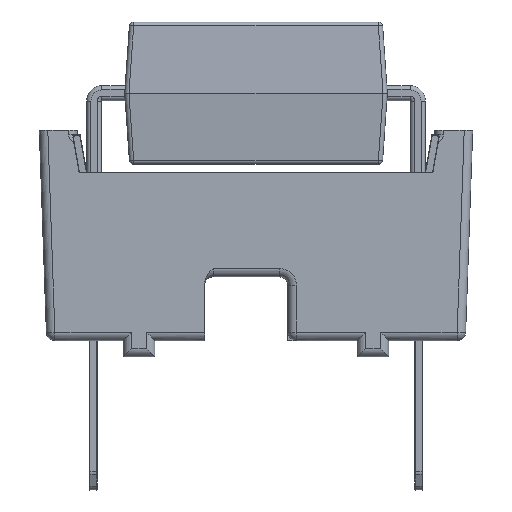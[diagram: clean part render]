
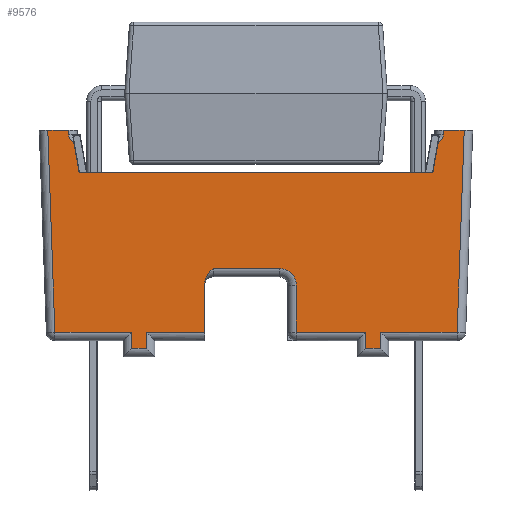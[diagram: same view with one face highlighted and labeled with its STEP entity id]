
A CAD part, front view. The second image highlights one B-rep face of the part: STEP entity #9576.
In plain terms, the highlighted face is planar.
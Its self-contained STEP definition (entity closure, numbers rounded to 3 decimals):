
#516=PLANE('',#10415);
#980=LINE('',#17401,#1796);
#983=LINE('',#17414,#1799);
#988=LINE('',#17448,#1804);
#992=LINE('',#17467,#1808);
#993=LINE('',#17491,#1809);
#994=LINE('',#17493,#1810);
#995=LINE('',#17494,#1811);
#996=LINE('',#17496,#1812);
#997=LINE('',#17498,#1813);
#998=LINE('',#17500,#1814);
#999=LINE('',#17502,#1815);
#1000=LINE('',#17504,#1816);
#1001=LINE('',#17506,#1817);
#1002=LINE('',#17507,#1818);
#1003=LINE('',#17509,#1819);
#1004=LINE('',#17513,#1820);
#1005=LINE('',#17515,#1821);
#1006=LINE('',#17517,#1822);
#1007=LINE('',#17519,#1823);
#1008=LINE('',#17521,#1824);
#1009=LINE('',#17523,#1825);
#1010=LINE('',#17524,#1826);
#1796=VECTOR('',#12091,10.);
#1799=VECTOR('',#12102,10.);
#1804=VECTOR('',#12117,10.);
#1808=VECTOR('',#12133,10.);
#1809=VECTOR('',#12140,10.);
#1810=VECTOR('',#12141,10.);
#1811=VECTOR('',#12142,10.);
#1812=VECTOR('',#12143,10.);
#1813=VECTOR('',#12144,10.);
#1814=VECTOR('',#12145,10.);
#1815=VECTOR('',#12146,10.);
#1816=VECTOR('',#12147,10.);
#1817=VECTOR('',#12148,10.);
#1818=VECTOR('',#12149,10.);
#1819=VECTOR('',#12150,10.);
#1820=VECTOR('',#12153,10.);
#1821=VECTOR('',#12154,10.);
#1822=VECTOR('',#12155,10.);
#1823=VECTOR('',#12156,10.);
#1824=VECTOR('',#12157,10.);
#1825=VECTOR('',#12158,10.);
#1826=VECTOR('',#12159,10.);
#2570=FACE_OUTER_BOUND('',#3163,.T.);
#3163=EDGE_LOOP('',(#7745,#7746,#7747,#7748,#7749,#7750,#7751,#7752,#7753,
#7754,#7755,#7756,#7757,#7758,#7759,#7760,#7761,#7762,#7763,#7764,#7765,
#7766,#7767,#7768,#7769,#7770));
#3662=CIRCLE('',#10404,0.2);
#3667=CIRCLE('',#10414,0.2);
#3668=CIRCLE('',#10416,0.4);
#3980=B_SPLINE_CURVE_WITH_KNOTS('',3,(#17375,#17376,#17377,#17378,#17379,
#17380),.UNSPECIFIED.,.F.,.F.,(4,2,4),(0.,0.024,0.039),
 .UNSPECIFIED.);
#4430=VERTEX_POINT('',#17372);
#4431=VERTEX_POINT('',#17374);
#4436=VERTEX_POINT('',#17400);
#4441=VERTEX_POINT('',#17411);
#4442=VERTEX_POINT('',#17413);
#4445=VERTEX_POINT('',#17429);
#4448=VERTEX_POINT('',#17447);
#4456=VERTEX_POINT('',#17464);
#4457=VERTEX_POINT('',#17466);
#4458=VERTEX_POINT('',#17478);
#4459=VERTEX_POINT('',#17490);
#4460=VERTEX_POINT('',#17492);
#4461=VERTEX_POINT('',#17495);
#4462=VERTEX_POINT('',#17497);
#4463=VERTEX_POINT('',#17499);
#4464=VERTEX_POINT('',#17501);
#4465=VERTEX_POINT('',#17503);
#4466=VERTEX_POINT('',#17505);
#4467=VERTEX_POINT('',#17508);
#4468=VERTEX_POINT('',#17510);
#4469=VERTEX_POINT('',#17512);
#4470=VERTEX_POINT('',#17514);
#4471=VERTEX_POINT('',#17516);
#4472=VERTEX_POINT('',#17518);
#4473=VERTEX_POINT('',#17520);
#4474=VERTEX_POINT('',#17522);
#5570=EDGE_CURVE('',#4430,#4431,#3980,.T.);
#5578=EDGE_CURVE('',#4436,#4431,#980,.T.);
#5584=EDGE_CURVE('',#4441,#4442,#983,.T.);
#5589=EDGE_CURVE('',#4445,#4441,#3662,.T.);
#5593=EDGE_CURVE('',#4442,#4448,#988,.T.);
#5602=EDGE_CURVE('',#4456,#4457,#992,.T.);
#5605=EDGE_CURVE('',#4457,#4458,#3667,.T.);
#5606=EDGE_CURVE('',#4459,#4445,#993,.T.);
#5607=EDGE_CURVE('',#4459,#4460,#994,.T.);
#5608=EDGE_CURVE('',#4458,#4460,#995,.T.);
#5609=EDGE_CURVE('',#4461,#4456,#996,.T.);
#5610=EDGE_CURVE('',#4462,#4461,#997,.T.);
#5611=EDGE_CURVE('',#4463,#4462,#998,.T.);
#5612=EDGE_CURVE('',#4464,#4463,#999,.T.);
#5613=EDGE_CURVE('',#4465,#4464,#1000,.T.);
#5614=EDGE_CURVE('',#4466,#4465,#1001,.T.);
#5615=EDGE_CURVE('',#4436,#4466,#1002,.T.);
#5616=EDGE_CURVE('',#4467,#4430,#1003,.T.);
#5617=EDGE_CURVE('',#4468,#4467,#3668,.T.);
#5618=EDGE_CURVE('',#4469,#4468,#1004,.T.);
#5619=EDGE_CURVE('',#4470,#4469,#1005,.T.);
#5620=EDGE_CURVE('',#4471,#4470,#1006,.T.);
#5621=EDGE_CURVE('',#4472,#4471,#1007,.T.);
#5622=EDGE_CURVE('',#4473,#4472,#1008,.T.);
#5623=EDGE_CURVE('',#4474,#4473,#1009,.T.);
#5624=EDGE_CURVE('',#4448,#4474,#1010,.T.);
#7745=ORIENTED_EDGE('',*,*,#5589,.F.);
#7746=ORIENTED_EDGE('',*,*,#5606,.F.);
#7747=ORIENTED_EDGE('',*,*,#5607,.T.);
#7748=ORIENTED_EDGE('',*,*,#5608,.F.);
#7749=ORIENTED_EDGE('',*,*,#5605,.F.);
#7750=ORIENTED_EDGE('',*,*,#5602,.F.);
#7751=ORIENTED_EDGE('',*,*,#5609,.F.);
#7752=ORIENTED_EDGE('',*,*,#5610,.F.);
#7753=ORIENTED_EDGE('',*,*,#5611,.F.);
#7754=ORIENTED_EDGE('',*,*,#5612,.F.);
#7755=ORIENTED_EDGE('',*,*,#5613,.F.);
#7756=ORIENTED_EDGE('',*,*,#5614,.F.);
#7757=ORIENTED_EDGE('',*,*,#5615,.F.);
#7758=ORIENTED_EDGE('',*,*,#5578,.T.);
#7759=ORIENTED_EDGE('',*,*,#5570,.F.);
#7760=ORIENTED_EDGE('',*,*,#5616,.F.);
#7761=ORIENTED_EDGE('',*,*,#5617,.F.);
#7762=ORIENTED_EDGE('',*,*,#5618,.F.);
#7763=ORIENTED_EDGE('',*,*,#5619,.F.);
#7764=ORIENTED_EDGE('',*,*,#5620,.F.);
#7765=ORIENTED_EDGE('',*,*,#5621,.F.);
#7766=ORIENTED_EDGE('',*,*,#5622,.F.);
#7767=ORIENTED_EDGE('',*,*,#5623,.F.);
#7768=ORIENTED_EDGE('',*,*,#5624,.F.);
#7769=ORIENTED_EDGE('',*,*,#5593,.F.);
#7770=ORIENTED_EDGE('',*,*,#5584,.F.);
#9576=ADVANCED_FACE('',(#2570),#516,.T.);
#10404=AXIS2_PLACEMENT_3D('',#17439,#12108,#12109);
#10414=AXIS2_PLACEMENT_3D('',#17488,#12136,#12137);
#10415=AXIS2_PLACEMENT_3D('',#17489,#12138,#12139);
#10416=AXIS2_PLACEMENT_3D('',#17511,#12151,#12152);
#12091=DIRECTION('',(0.,0.,1.));
#12102=DIRECTION('',(0.,0.,1.));
#12108=DIRECTION('center_axis',(1.,0.,0.));
#12109=DIRECTION('ref_axis',(0.,-1.,0.));
#12117=DIRECTION('',(0.,1.,0.));
#12133=DIRECTION('',(0.,0.,-1.));
#12136=DIRECTION('center_axis',(1.,0.,0.));
#12137=DIRECTION('ref_axis',(0.,1.,0.));
#12138=DIRECTION('center_axis',(1.,0.,0.));
#12139=DIRECTION('ref_axis',(0.,1.,0.));
#12140=DIRECTION('',(0.,0.174,0.985));
#12141=DIRECTION('',(0.,-1.,0.));
#12142=DIRECTION('',(0.,0.174,-0.985));
#12143=DIRECTION('',(0.,1.,0.));
#12144=DIRECTION('',(0.,-0.035,0.999));
#12145=DIRECTION('',(0.,-1.,0.));
#12146=DIRECTION('',(0.,0.,1.));
#12147=DIRECTION('',(0.,-1.,0.));
#12148=DIRECTION('',(0.,0.,-1.));
#12149=DIRECTION('',(0.,-1.,0.));
#12150=DIRECTION('',(0.,-1.,0.));
#12151=DIRECTION('center_axis',(1.,0.,0.));
#12152=DIRECTION('ref_axis',(0.,0.707,0.707));
#12153=DIRECTION('',(0.,0.,1.));
#12154=DIRECTION('',(0.,-1.,0.));
#12155=DIRECTION('',(0.,0.,1.));
#12156=DIRECTION('',(0.,-1.,0.));
#12157=DIRECTION('',(0.,0.,-1.));
#12158=DIRECTION('',(0.,-1.,0.));
#12159=DIRECTION('',(0.,-0.035,-0.999));
#17372=CARTESIAN_POINT('',(7.08,6.09,1.7));
#17374=CARTESIAN_POINT('',(7.08,5.89,1.354));
#17375=CARTESIAN_POINT('Ctrl Pts',(7.08,6.09,1.7));
#17376=CARTESIAN_POINT('Ctrl Pts',(7.08,6.035,1.645));
#17377=CARTESIAN_POINT('Ctrl Pts',(7.08,5.969,1.577));
#17378=CARTESIAN_POINT('Ctrl Pts',(7.08,5.908,1.463));
#17379=CARTESIAN_POINT('Ctrl Pts',(7.08,5.89,1.405));
#17380=CARTESIAN_POINT('Ctrl Pts',(7.08,5.89,1.354));
#17400=CARTESIAN_POINT('',(7.08,5.89,0.2));
#17401=CARTESIAN_POINT('',(7.08,5.89,0.));
#17411=CARTESIAN_POINT('',(7.08,11.508,4.85));
#17413=CARTESIAN_POINT('',(7.08,11.508,4.95));
#17414=CARTESIAN_POINT('',(7.08,11.508,2.475));
#17429=CARTESIAN_POINT('',(7.08,11.388,4.667));
#17439=CARTESIAN_POINT('Origin',(7.08,11.308,4.85));
#17447=CARTESIAN_POINT('',(7.08,12.,4.95));
#17448=CARTESIAN_POINT('',(7.08,12.2,4.95));
#17464=CARTESIAN_POINT('',(7.08,2.692,4.95));
#17466=CARTESIAN_POINT('',(7.08,2.692,4.85));
#17467=CARTESIAN_POINT('',(7.08,2.692,2.475));
#17478=CARTESIAN_POINT('',(7.08,2.812,4.667));
#17488=CARTESIAN_POINT('Origin',(7.08,2.892,4.85));
#17489=CARTESIAN_POINT('Origin',(7.08,2.,0.));
#17490=CARTESIAN_POINT('',(7.08,11.262,3.95));
#17491=CARTESIAN_POINT('',(7.08,10.828,1.493));
#17492=CARTESIAN_POINT('',(7.08,2.939,3.95));
#17493=CARTESIAN_POINT('',(7.08,4.55,3.95));
#17494=CARTESIAN_POINT('',(7.08,3.218,2.365));
#17495=CARTESIAN_POINT('',(7.08,2.2,4.95));
#17496=CARTESIAN_POINT('',(7.08,2.762,4.95));
#17497=CARTESIAN_POINT('',(7.08,2.366,0.2));
#17498=CARTESIAN_POINT('',(7.08,2.329,1.247));
#17499=CARTESIAN_POINT('',(7.08,4.173,0.2));
#17500=CARTESIAN_POINT('',(7.08,4.55,0.2));
#17501=CARTESIAN_POINT('',(7.08,4.173,-0.18));
#17502=CARTESIAN_POINT('',(7.08,4.173,0.));
#17503=CARTESIAN_POINT('',(7.08,4.523,-0.18));
#17504=CARTESIAN_POINT('',(7.08,3.174,-0.18));
#17505=CARTESIAN_POINT('',(7.08,4.523,0.2));
#17506=CARTESIAN_POINT('',(7.08,4.523,0.));
#17507=CARTESIAN_POINT('',(7.08,4.55,0.2));
#17508=CARTESIAN_POINT('',(7.08,7.65,1.7));
#17509=CARTESIAN_POINT('',(7.08,4.55,1.7));
#17510=CARTESIAN_POINT('',(7.08,8.05,1.3));
#17511=CARTESIAN_POINT('Origin',(7.08,7.65,1.3));
#17512=CARTESIAN_POINT('',(7.08,8.05,0.2));
#17513=CARTESIAN_POINT('',(7.08,8.05,0.75));
#17514=CARTESIAN_POINT('',(7.08,9.677,0.2));
#17515=CARTESIAN_POINT('',(7.08,4.55,0.2));
#17516=CARTESIAN_POINT('',(7.08,9.677,-0.18));
#17517=CARTESIAN_POINT('',(7.08,9.677,0.));
#17518=CARTESIAN_POINT('',(7.08,10.027,-0.18));
#17519=CARTESIAN_POINT('',(7.08,5.926,-0.18));
#17520=CARTESIAN_POINT('',(7.08,10.027,0.2));
#17521=CARTESIAN_POINT('',(7.08,10.027,0.));
#17522=CARTESIAN_POINT('',(7.08,11.834,0.2));
#17523=CARTESIAN_POINT('',(7.08,4.55,0.2));
#17524=CARTESIAN_POINT('',(7.08,11.864,1.07));
